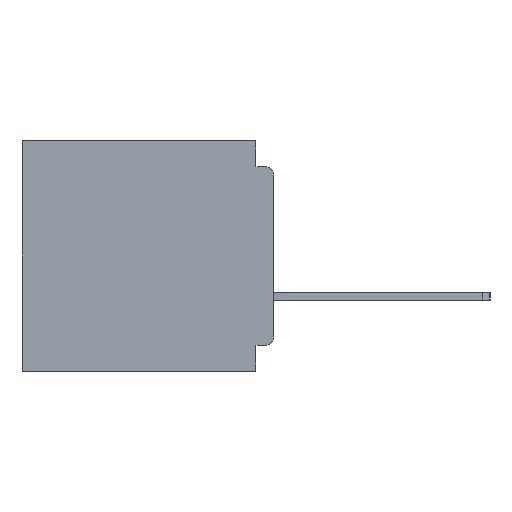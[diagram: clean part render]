
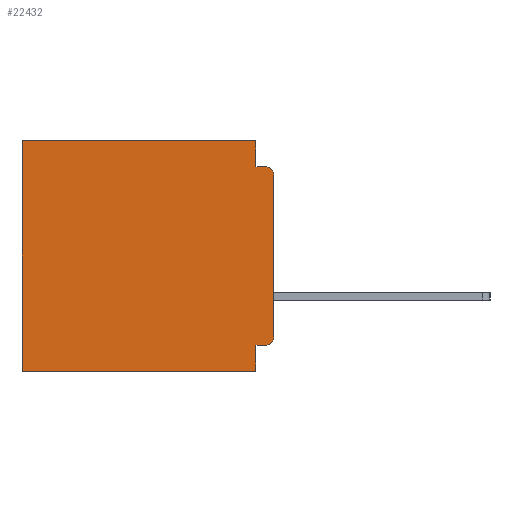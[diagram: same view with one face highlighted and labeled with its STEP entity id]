
A CAD part, left-side view. The second image highlights one B-rep face of the part: STEP entity #22432.
In plain terms, the highlighted planar face has unit normal (-1, 0, 0).
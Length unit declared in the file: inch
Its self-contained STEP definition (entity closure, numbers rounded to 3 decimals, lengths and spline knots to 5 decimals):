
#118 = CARTESIAN_POINT ( 'NONE',  ( 0.3, 0., -0.34 ) ) ;
#333 = CARTESIAN_POINT ( 'NONE',  ( 0.3, 0.031, -0.4 ) ) ;
#1138 = ORIENTED_EDGE ( 'NONE', *, *, #10533, .F. ) ;
#4018 = LINE ( 'NONE', #45284, #53354 ) ;
#4340 = VERTEX_POINT ( 'NONE', #60387 ) ;
#4817 = VECTOR ( 'NONE', #45527, 39.37008 ) ;
#5061 = CARTESIAN_POINT ( 'NONE',  ( 0.3, 0.015, -0.355 ) ) ;
#5597 = LINE ( 'NONE', #32685, #15383 ) ;
#6160 = VECTOR ( 'NONE', #6273, 39.37008 ) ;
#6273 = DIRECTION ( 'NONE',  ( 0., 1., 0. ) ) ;
#7332 = VERTEX_POINT ( 'NONE', #31725 ) ;
#7603 = PLANE ( 'NONE',  #56555 ) ;
#7605 = VERTEX_POINT ( 'NONE', #5061 ) ;
#7856 = DIRECTION ( 'NONE',  ( -1., 0., 0. ) ) ;
#9438 = CARTESIAN_POINT ( 'NONE',  ( 0.3, 0., -0.045 ) ) ;
#10533 = EDGE_CURVE ( 'NONE', #56088, #47728, #14443, .T. ) ;
#10604 = LINE ( 'NONE', #57235, #59727 ) ;
#10615 = DIRECTION ( 'NONE',  ( 0., 0., -1. ) ) ;
#11008 = CIRCLE ( 'NONE', #32265, 0.015 ) ;
#11455 = EDGE_CURVE ( 'NONE', #34379, #57077, #10604, .T. ) ;
#14443 = LINE ( 'NONE', #20776, #6160 ) ;
#15383 = VECTOR ( 'NONE', #37512, 39.37008 ) ;
#15495 = CARTESIAN_POINT ( 'NONE',  ( 0.3, 0.031, -0.4 ) ) ;
#16575 = CARTESIAN_POINT ( 'NONE',  ( 0.3, 0.031, 0. ) ) ;
#16617 = VERTEX_POINT ( 'NONE', #35637 ) ;
#17053 = CARTESIAN_POINT ( 'NONE',  ( 0.3, 0.031, 0. ) ) ;
#17257 = CIRCLE ( 'NONE', #44396, 0.015 ) ;
#17464 = DIRECTION ( 'NONE',  ( -1., 0., 0. ) ) ;
#20741 = EDGE_LOOP ( 'NONE', ( #34450, #40867, #27600, #41490, #32268, #52784, #1138, #49993, #34179, #61311 ) ) ;
#20776 = CARTESIAN_POINT ( 'NONE',  ( 0.3, 0., -0.4 ) ) ;
#22119 = CARTESIAN_POINT ( 'NONE',  ( 0.3, 0., -0.4 ) ) ;
#22432 = ADVANCED_FACE ( 'NONE', ( #41228 ), #7603, .F. ) ;
#23036 = LINE ( 'NONE', #15495, #34263 ) ;
#24671 = EDGE_CURVE ( 'NONE', #7605, #40204, #5597, .T. ) ;
#26952 = DIRECTION ( 'NONE',  ( 1., 0., 0. ) ) ;
#27600 = ORIENTED_EDGE ( 'NONE', *, *, #28250, .F. ) ;
#28250 = EDGE_CURVE ( 'NONE', #4340, #16617, #47885, .T. ) ;
#28865 = VERTEX_POINT ( 'NONE', #118 ) ;
#28869 = DIRECTION ( 'NONE',  ( 0., 1., 0. ) ) ;
#29474 = EDGE_CURVE ( 'NONE', #7605, #28865, #11008, .T. ) ;
#30340 = LINE ( 'NONE', #40737, #4817 ) ;
#30612 = EDGE_CURVE ( 'NONE', #7332, #28865, #30340, .T. ) ;
#31725 = CARTESIAN_POINT ( 'NONE',  ( 0.3, 0., -0.06 ) ) ;
#32265 = AXIS2_PLACEMENT_3D ( 'NONE', #46087, #17464, #50818 ) ;
#32268 = ORIENTED_EDGE ( 'NONE', *, *, #11455, .T. ) ;
#32685 = CARTESIAN_POINT ( 'NONE',  ( 0.3, 0., -0.355 ) ) ;
#33804 = EDGE_CURVE ( 'NONE', #7332, #16617, #17257, .T. ) ;
#34179 = ORIENTED_EDGE ( 'NONE', *, *, #24671, .F. ) ;
#34263 = VECTOR ( 'NONE', #10615, 39.37008 ) ;
#34379 = VERTEX_POINT ( 'NONE', #17053 ) ;
#34450 = ORIENTED_EDGE ( 'NONE', *, *, #30612, .F. ) ;
#35456 = EDGE_CURVE ( 'NONE', #40204, #56088, #23036, .T. ) ;
#35637 = CARTESIAN_POINT ( 'NONE',  ( 0.3, 0.015, -0.045 ) ) ;
#35706 = DIRECTION ( 'NONE',  ( 0., 0., -1. ) ) ;
#35772 = VECTOR ( 'NONE', #40604, 39.37008 ) ;
#36568 = CARTESIAN_POINT ( 'NONE',  ( 0.3, 0.015, -0.06 ) ) ;
#36712 = VECTOR ( 'NONE', #38190, 39.37008 ) ;
#37512 = DIRECTION ( 'NONE',  ( 0., 1., 0. ) ) ;
#38190 = DIRECTION ( 'NONE',  ( 0., -1., 0. ) ) ;
#40204 = VERTEX_POINT ( 'NONE', #47899 ) ;
#40604 = DIRECTION ( 'NONE',  ( 0., 0., -1. ) ) ;
#40737 = CARTESIAN_POINT ( 'NONE',  ( 0.3, 0., -0.4 ) ) ;
#40753 = EDGE_CURVE ( 'NONE', #57077, #47728, #4018, .T. ) ;
#40867 = ORIENTED_EDGE ( 'NONE', *, *, #33804, .T. ) ;
#41228 = FACE_OUTER_BOUND ( 'NONE', #20741, .T. ) ;
#41363 = DIRECTION ( 'NONE',  ( 0., 0., -1. ) ) ;
#41490 = ORIENTED_EDGE ( 'NONE', *, *, #48031, .F. ) ;
#44396 = AXIS2_PLACEMENT_3D ( 'NONE', #36568, #7856, #41363 ) ;
#45284 = CARTESIAN_POINT ( 'NONE',  ( 0.3, 0.437, -0.4 ) ) ;
#45527 = DIRECTION ( 'NONE',  ( 0., 0., -1. ) ) ;
#46087 = CARTESIAN_POINT ( 'NONE',  ( 0.3, 0.015, -0.34 ) ) ;
#47711 = CARTESIAN_POINT ( 'NONE',  ( 0.3, 0.437, -0.4 ) ) ;
#47728 = VERTEX_POINT ( 'NONE', #47711 ) ;
#47885 = LINE ( 'NONE', #9438, #36712 ) ;
#47899 = CARTESIAN_POINT ( 'NONE',  ( 0.3, 0.031, -0.355 ) ) ;
#48031 = EDGE_CURVE ( 'NONE', #34379, #4340, #48425, .T. ) ;
#48425 = LINE ( 'NONE', #16575, #35772 ) ;
#49993 = ORIENTED_EDGE ( 'NONE', *, *, #35456, .F. ) ;
#50818 = DIRECTION ( 'NONE',  ( 0., 0., -1. ) ) ;
#52784 = ORIENTED_EDGE ( 'NONE', *, *, #40753, .T. ) ;
#53354 = VECTOR ( 'NONE', #35706, 39.37008 ) ;
#56088 = VERTEX_POINT ( 'NONE', #333 ) ;
#56555 = AXIS2_PLACEMENT_3D ( 'NONE', #22119, #26952, #60012 ) ;
#57077 = VERTEX_POINT ( 'NONE', #61026 ) ;
#57235 = CARTESIAN_POINT ( 'NONE',  ( 0.3, 0., 0. ) ) ;
#59727 = VECTOR ( 'NONE', #28869, 39.37008 ) ;
#60012 = DIRECTION ( 'NONE',  ( 0., 0., -1. ) ) ;
#60387 = CARTESIAN_POINT ( 'NONE',  ( 0.3, 0.031, -0.045 ) ) ;
#61026 = CARTESIAN_POINT ( 'NONE',  ( 0.3, 0.437, 0. ) ) ;
#61311 = ORIENTED_EDGE ( 'NONE', *, *, #29474, .T. ) ;
